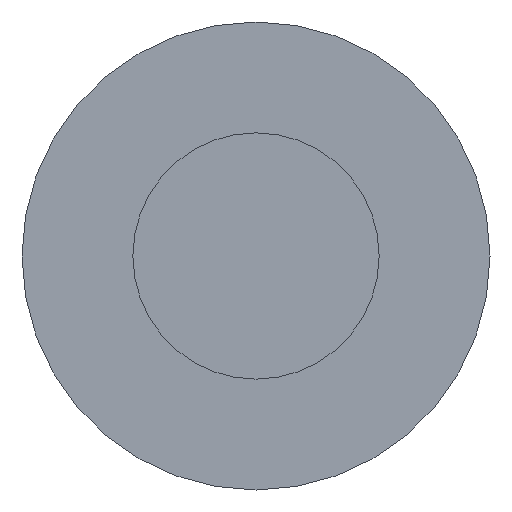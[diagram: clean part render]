
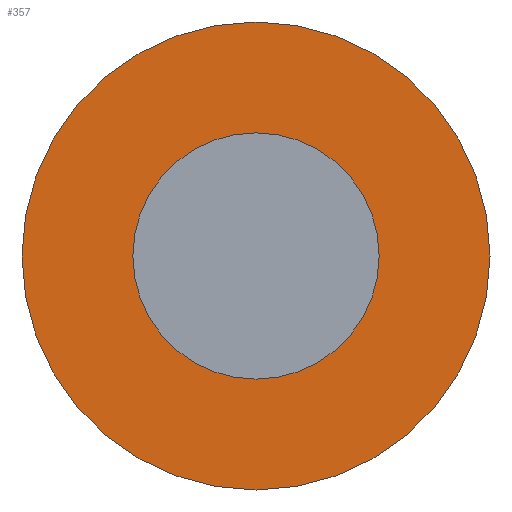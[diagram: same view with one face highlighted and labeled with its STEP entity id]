
A CAD part, front view. The second image highlights one B-rep face of the part: STEP entity #357.
In plain terms, the highlighted planar face has unit normal (0, -1, 0).
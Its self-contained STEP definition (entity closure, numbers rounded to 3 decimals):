
#34 = EDGE_LOOP ( 'NONE', ( #267 ) ) ;
#84 = DIRECTION ( 'NONE',  ( 0., -1., 0. ) ) ;
#85 = AXIS2_PLACEMENT_3D ( 'NONE', #106, #109, #339 ) ;
#93 = DIRECTION ( 'NONE',  ( 0., 0., -1. ) ) ;
#98 = FACE_BOUND ( 'NONE', #101, .T. ) ;
#100 = PLANE ( 'NONE',  #85 ) ;
#101 = EDGE_LOOP ( 'NONE', ( #126 ) ) ;
#106 = CARTESIAN_POINT ( 'NONE',  ( 0., 0., 0. ) ) ;
#109 = DIRECTION ( 'NONE',  ( 0., -1., 0. ) ) ;
#114 = CIRCLE ( 'NONE', #194, 2.85 ) ;
#116 = EDGE_CURVE ( 'NONE', #347, #347, #338, .T. ) ;
#125 = FACE_OUTER_BOUND ( 'NONE', #34, .T. ) ;
#126 = ORIENTED_EDGE ( 'NONE', *, *, #116, .F. ) ;
#144 = EDGE_CURVE ( 'NONE', #391, #391, #114, .T. ) ;
#184 = CARTESIAN_POINT ( 'NONE',  ( 0., 0., -2.85 ) ) ;
#187 = CARTESIAN_POINT ( 'NONE',  ( 0., 0., -1.5 ) ) ;
#194 = AXIS2_PLACEMENT_3D ( 'NONE', #300, #84, #301 ) ;
#224 = AXIS2_PLACEMENT_3D ( 'NONE', #276, #283, #93 ) ;
#267 = ORIENTED_EDGE ( 'NONE', *, *, #144, .T. ) ;
#276 = CARTESIAN_POINT ( 'NONE',  ( 0., 0., 0. ) ) ;
#283 = DIRECTION ( 'NONE',  ( 0., -1., 0. ) ) ;
#300 = CARTESIAN_POINT ( 'NONE',  ( 0., 0., 0. ) ) ;
#301 = DIRECTION ( 'NONE',  ( 0., 0., -1. ) ) ;
#338 = CIRCLE ( 'NONE', #224, 1.5 ) ;
#339 = DIRECTION ( 'NONE',  ( 0., 0., -1. ) ) ;
#347 = VERTEX_POINT ( 'NONE', #187 ) ;
#357 = ADVANCED_FACE ( 'NONE', ( #98, #125 ), #100, .T. ) ;
#391 = VERTEX_POINT ( 'NONE', #184 ) ;
